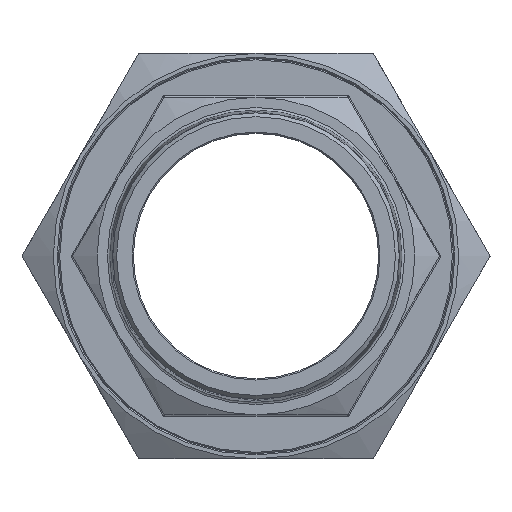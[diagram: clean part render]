
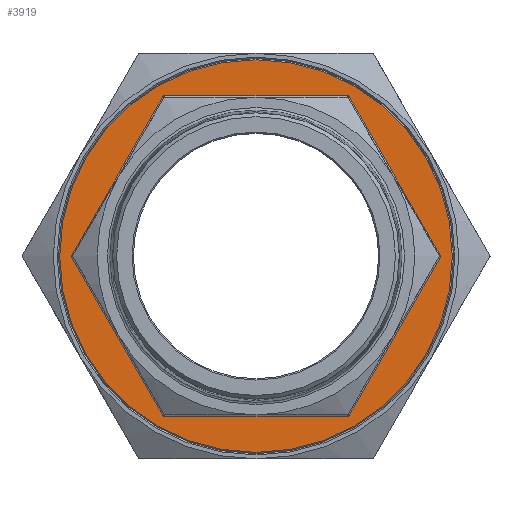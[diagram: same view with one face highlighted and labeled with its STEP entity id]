
A CAD part, left-side view. The second image highlights one B-rep face of the part: STEP entity #3919.
In plain terms, the highlighted planar face has unit normal (-1, 0, 0).
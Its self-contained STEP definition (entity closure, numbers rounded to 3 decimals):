
#637 = EDGE_LOOP ( 'NONE', ( #4388, #4465, #4382, #4383, #4384, #4359 ) ) ;
#647 = EDGE_LOOP ( 'NONE', ( #4450 ) ) ;
#1034 = PLANE ( 'NONE',  #1459 ) ;
#1035 = FACE_BOUND ( 'NONE', #637, .T. ) ;
#1057 = DIRECTION ( 'NONE',  ( -1., 0., 0. ) ) ;
#1070 = FACE_OUTER_BOUND ( 'NONE', #647, .T. ) ;
#1076 = CARTESIAN_POINT ( 'NONE',  ( -19.5, 0., 0. ) ) ;
#1077 = DIRECTION ( 'NONE',  ( 0., -1., 0. ) ) ;
#1459 = AXIS2_PLACEMENT_3D ( 'NONE', #1076, #1057, #1077 ) ;
#3919 = ADVANCED_FACE ( 'NONE', ( #1070, #1035 ), #1034, .T. ) ;
#3957 = DIRECTION ( 'NONE',  ( -1., 0., 0. ) ) ;
#3974 = DIRECTION ( 'NONE',  ( 0., 0., 1. ) ) ;
#4000 = CARTESIAN_POINT ( 'NONE',  ( -19.5, 0., 0. ) ) ;
#4003 = LINE ( 'NONE', #4043, #6664 ) ;
#4014 = CARTESIAN_POINT ( 'NONE',  ( -19.5, -17.754, 62. ) ) ;
#4039 = DIRECTION ( 'NONE',  ( 0., 1., 0. ) ) ;
#4043 = CARTESIAN_POINT ( 'NONE',  ( -19.5, 44.817, 46.375 ) ) ;
#4049 = DIRECTION ( 'NONE',  ( 0., 0.5, -0.866 ) ) ;
#4052 = LINE ( 'NONE', #4014, #6663 ) ;
#4359 = ORIENTED_EDGE ( 'NONE', *, *, #14431, .F. ) ;
#4382 = ORIENTED_EDGE ( 'NONE', *, *, #13808, .F. ) ;
#4383 = ORIENTED_EDGE ( 'NONE', *, *, #13742, .F. ) ;
#4384 = ORIENTED_EDGE ( 'NONE', *, *, #14251, .F. ) ;
#4388 = ORIENTED_EDGE ( 'NONE', *, *, #14248, .F. ) ;
#4450 = ORIENTED_EDGE ( 'NONE', *, *, #13806, .T. ) ;
#4465 = ORIENTED_EDGE ( 'NONE', *, *, #13813, .F. ) ;
#5139 = VECTOR ( 'NONE', #7953, 1000. ) ;
#5143 = VECTOR ( 'NONE', #7949, 1000. ) ;
#6582 = VECTOR ( 'NONE', #7464, 1000. ) ;
#6648 = AXIS2_PLACEMENT_3D ( 'NONE', #4000, #3957, #3974 ) ;
#6658 = CIRCLE ( 'NONE', #6648, 76. ) ;
#6663 = VECTOR ( 'NONE', #4039, 1000. ) ;
#6664 = VECTOR ( 'NONE', #4049, 1000. ) ;
#6965 = CARTESIAN_POINT ( 'NONE',  ( -19.5, -35.796, -62. ) ) ;
#6988 = CARTESIAN_POINT ( 'NONE',  ( -19.5, -35.796, 62. ) ) ;
#7003 = CARTESIAN_POINT ( 'NONE',  ( -19.5, -71.591, 0. ) ) ;
#7030 = CARTESIAN_POINT ( 'NONE',  ( -19.5, 35.796, 62. ) ) ;
#7032 = CARTESIAN_POINT ( 'NONE',  ( -19.5, 71.591, 0. ) ) ;
#7081 = CARTESIAN_POINT ( 'NONE',  ( -19.5, 35.796, -62. ) ) ;
#7455 = CARTESIAN_POINT ( 'NONE',  ( -19.5, -62.57, 15.625 ) ) ;
#7464 = DIRECTION ( 'NONE',  ( 0., 0.5, 0.866 ) ) ;
#7486 = LINE ( 'NONE', #7455, #6582 ) ;
#7910 = LINE ( 'NONE', #7951, #5139 ) ;
#7949 = DIRECTION ( 'NONE',  ( 0., -0.5, 0.866 ) ) ;
#7951 = CARTESIAN_POINT ( 'NONE',  ( -19.5, 62.57, -15.625 ) ) ;
#7953 = DIRECTION ( 'NONE',  ( 0., -0.5, -0.866 ) ) ;
#7970 = CARTESIAN_POINT ( 'NONE',  ( -19.5, -44.817, -46.375 ) ) ;
#7978 = LINE ( 'NONE', #7970, #5143 ) ;
#10532 = VERTEX_POINT ( 'NONE', #6965 ) ;
#10558 = VERTEX_POINT ( 'NONE', #7032 ) ;
#10567 = VERTEX_POINT ( 'NONE', #6988 ) ;
#10568 = VERTEX_POINT ( 'NONE', #7003 ) ;
#10576 = VERTEX_POINT ( 'NONE', #7030 ) ;
#10633 = VERTEX_POINT ( 'NONE', #7081 ) ;
#11264 = VECTOR ( 'NONE', #13465, 1000. ) ;
#12870 = CARTESIAN_POINT ( 'NONE',  ( -19.5, 0., 76. ) ) ;
#12902 = VERTEX_POINT ( 'NONE', #12870 ) ;
#13458 = LINE ( 'NONE', #13485, #11264 ) ;
#13465 = DIRECTION ( 'NONE',  ( 0., -1., 0. ) ) ;
#13485 = CARTESIAN_POINT ( 'NONE',  ( -19.5, 17.754, -62. ) ) ;
#13742 = EDGE_CURVE ( 'NONE', #10568, #10567, #7486, .T. ) ;
#13806 = EDGE_CURVE ( 'NONE', #12902, #12902, #6658, .T. ) ;
#13808 = EDGE_CURVE ( 'NONE', #10567, #10576, #4052, .T. ) ;
#13813 = EDGE_CURVE ( 'NONE', #10576, #10558, #4003, .T. ) ;
#14248 = EDGE_CURVE ( 'NONE', #10558, #10633, #7910, .T. ) ;
#14251 = EDGE_CURVE ( 'NONE', #10532, #10568, #7978, .T. ) ;
#14431 = EDGE_CURVE ( 'NONE', #10633, #10532, #13458, .T. ) ;
